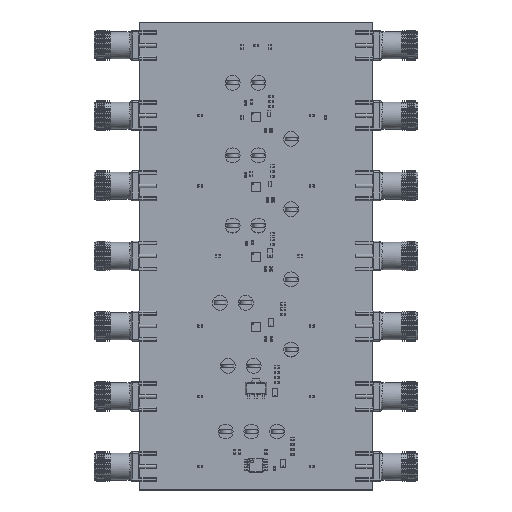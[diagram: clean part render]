
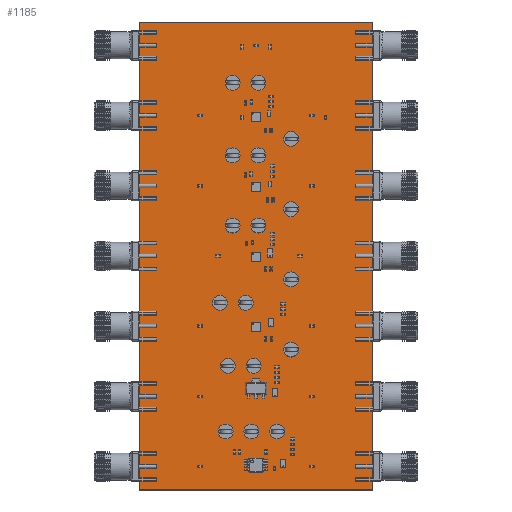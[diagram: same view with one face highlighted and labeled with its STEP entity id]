
A CAD part, top view. The second image highlights one B-rep face of the part: STEP entity #1185.
In plain terms, the highlighted planar face has unit normal (0, 0, 1).
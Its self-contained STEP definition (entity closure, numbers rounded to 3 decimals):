
#444 = VERTEX_POINT('',#445);
#445 = CARTESIAN_POINT('',(0.,0.,1.613));
#451 = EDGE_CURVE('',#444,#452,#454,.T.);
#452 = VERTEX_POINT('',#453);
#453 = CARTESIAN_POINT('',(50.,0.,1.613));
#454 = LINE('',#455,#456);
#455 = CARTESIAN_POINT('',(0.,0.,1.613));
#456 = VECTOR('',#457,1.);
#457 = DIRECTION('',(1.,0.,0.));
#482 = EDGE_CURVE('',#452,#483,#485,.T.);
#483 = VERTEX_POINT('',#484);
#484 = CARTESIAN_POINT('',(50.,100.,1.613));
#485 = LINE('',#486,#487);
#486 = CARTESIAN_POINT('',(50.,0.,1.613));
#487 = VECTOR('',#488,1.);
#488 = DIRECTION('',(0.,1.,0.));
#513 = EDGE_CURVE('',#483,#514,#516,.T.);
#514 = VERTEX_POINT('',#515);
#515 = CARTESIAN_POINT('',(0.,100.,1.613));
#516 = LINE('',#517,#518);
#517 = CARTESIAN_POINT('',(50.,100.,1.613));
#518 = VECTOR('',#519,1.);
#519 = DIRECTION('',(-1.,0.,0.));
#544 = EDGE_CURVE('',#514,#444,#545,.T.);
#545 = LINE('',#546,#547);
#546 = CARTESIAN_POINT('',(0.,100.,1.613));
#547 = VECTOR('',#548,1.);
#548 = DIRECTION('',(0.,-1.,0.));
#568 = VERTEX_POINT('',#569);
#569 = CARTESIAN_POINT('',(19.3,12.5,1.613));
#575 = EDGE_CURVE('',#568,#568,#576,.T.);
#576 = CIRCLE('',#577,0.8);
#577 = AXIS2_PLACEMENT_3D('',#578,#579,#580);
#578 = CARTESIAN_POINT('',(18.5,12.5,1.613));
#579 = DIRECTION('',(0.,0.,1.));
#580 = DIRECTION('',(1.,0.,0.));
#601 = VERTEX_POINT('',#602);
#602 = CARTESIAN_POINT('',(19.8,26.5,1.613));
#608 = EDGE_CURVE('',#601,#601,#609,.T.);
#609 = CIRCLE('',#610,0.8);
#610 = AXIS2_PLACEMENT_3D('',#611,#612,#613);
#611 = CARTESIAN_POINT('',(19.,26.5,1.613));
#612 = DIRECTION('',(0.,0.,1.));
#613 = DIRECTION('',(1.,0.,0.));
#634 = VERTEX_POINT('',#635);
#635 = CARTESIAN_POINT('',(24.8,12.5,1.613));
#641 = EDGE_CURVE('',#634,#634,#642,.T.);
#642 = CIRCLE('',#643,0.8);
#643 = AXIS2_PLACEMENT_3D('',#644,#645,#646);
#644 = CARTESIAN_POINT('',(24.,12.5,1.613));
#645 = DIRECTION('',(0.,0.,1.));
#646 = DIRECTION('',(1.,0.,0.));
#667 = VERTEX_POINT('',#668);
#668 = CARTESIAN_POINT('',(23.6,40.,1.613));
#674 = EDGE_CURVE('',#667,#667,#675,.T.);
#675 = CIRCLE('',#676,0.8);
#676 = AXIS2_PLACEMENT_3D('',#677,#678,#679);
#677 = CARTESIAN_POINT('',(22.8,40.,1.613));
#678 = DIRECTION('',(0.,0.,1.));
#679 = DIRECTION('',(1.,0.,0.));
#700 = VERTEX_POINT('',#701);
#701 = CARTESIAN_POINT('',(18.1,40.,1.613));
#707 = EDGE_CURVE('',#700,#700,#708,.T.);
#708 = CIRCLE('',#709,0.8);
#709 = AXIS2_PLACEMENT_3D('',#710,#711,#712);
#710 = CARTESIAN_POINT('',(17.3,40.,1.613));
#711 = DIRECTION('',(0.,0.,1.));
#712 = DIRECTION('',(1.,0.,0.));
#733 = VERTEX_POINT('',#734);
#734 = CARTESIAN_POINT('',(20.8,56.5,1.613));
#740 = EDGE_CURVE('',#733,#733,#741,.T.);
#741 = CIRCLE('',#742,0.8);
#742 = AXIS2_PLACEMENT_3D('',#743,#744,#745);
#743 = CARTESIAN_POINT('',(20.,56.5,1.613));
#744 = DIRECTION('',(0.,0.,1.));
#745 = DIRECTION('',(1.,0.,0.));
#766 = VERTEX_POINT('',#767);
#767 = CARTESIAN_POINT('',(20.8,71.5,1.613));
#773 = EDGE_CURVE('',#766,#766,#774,.T.);
#774 = CIRCLE('',#775,0.8);
#775 = AXIS2_PLACEMENT_3D('',#776,#777,#778);
#776 = CARTESIAN_POINT('',(20.,71.5,1.613));
#777 = DIRECTION('',(0.,0.,1.));
#778 = DIRECTION('',(1.,0.,0.));
#799 = VERTEX_POINT('',#800);
#800 = CARTESIAN_POINT('',(20.8,87.,1.613));
#806 = EDGE_CURVE('',#799,#799,#807,.T.);
#807 = CIRCLE('',#808,0.8);
#808 = AXIS2_PLACEMENT_3D('',#809,#810,#811);
#809 = CARTESIAN_POINT('',(20.,87.,1.613));
#810 = DIRECTION('',(0.,0.,1.));
#811 = DIRECTION('',(1.,0.,0.));
#832 = VERTEX_POINT('',#833);
#833 = CARTESIAN_POINT('',(30.3,12.5,1.613));
#839 = EDGE_CURVE('',#832,#832,#840,.T.);
#840 = CIRCLE('',#841,0.8);
#841 = AXIS2_PLACEMENT_3D('',#842,#843,#844);
#842 = CARTESIAN_POINT('',(29.5,12.5,1.613));
#843 = DIRECTION('',(0.,0.,1.));
#844 = DIRECTION('',(1.,0.,0.));
#865 = VERTEX_POINT('',#866);
#866 = CARTESIAN_POINT('',(25.3,26.5,1.613));
#872 = EDGE_CURVE('',#865,#865,#873,.T.);
#873 = CIRCLE('',#874,0.8);
#874 = AXIS2_PLACEMENT_3D('',#875,#876,#877);
#875 = CARTESIAN_POINT('',(24.5,26.5,1.613));
#876 = DIRECTION('',(0.,0.,1.));
#877 = DIRECTION('',(1.,0.,0.));
#898 = VERTEX_POINT('',#899);
#899 = CARTESIAN_POINT('',(33.3,30.,1.613));
#905 = EDGE_CURVE('',#898,#898,#906,.T.);
#906 = CIRCLE('',#907,0.8);
#907 = AXIS2_PLACEMENT_3D('',#908,#909,#910);
#908 = CARTESIAN_POINT('',(32.5,30.,1.613));
#909 = DIRECTION('',(0.,0.,1.));
#910 = DIRECTION('',(1.,0.,0.));
#931 = VERTEX_POINT('',#932);
#932 = CARTESIAN_POINT('',(33.3,45.,1.613));
#938 = EDGE_CURVE('',#931,#931,#939,.T.);
#939 = CIRCLE('',#940,0.8);
#940 = AXIS2_PLACEMENT_3D('',#941,#942,#943);
#941 = CARTESIAN_POINT('',(32.5,45.,1.613));
#942 = DIRECTION('',(0.,0.,1.));
#943 = DIRECTION('',(1.,0.,0.));
#964 = VERTEX_POINT('',#965);
#965 = CARTESIAN_POINT('',(26.3,56.5,1.613));
#971 = EDGE_CURVE('',#964,#964,#972,.T.);
#972 = CIRCLE('',#973,0.8);
#973 = AXIS2_PLACEMENT_3D('',#974,#975,#976);
#974 = CARTESIAN_POINT('',(25.5,56.5,1.613));
#975 = DIRECTION('',(0.,0.,1.));
#976 = DIRECTION('',(1.,0.,0.));
#997 = VERTEX_POINT('',#998);
#998 = CARTESIAN_POINT('',(26.3,71.5,1.613));
#1004 = EDGE_CURVE('',#997,#997,#1005,.T.);
#1005 = CIRCLE('',#1006,0.8);
#1006 = AXIS2_PLACEMENT_3D('',#1007,#1008,#1009);
#1007 = CARTESIAN_POINT('',(25.5,71.5,1.613));
#1008 = DIRECTION('',(0.,0.,1.));
#1009 = DIRECTION('',(1.,0.,0.));
#1030 = VERTEX_POINT('',#1031);
#1031 = CARTESIAN_POINT('',(33.3,60.,1.613));
#1037 = EDGE_CURVE('',#1030,#1030,#1038,.T.);
#1038 = CIRCLE('',#1039,0.8);
#1039 = AXIS2_PLACEMENT_3D('',#1040,#1041,#1042);
#1040 = CARTESIAN_POINT('',(32.5,60.,1.613));
#1041 = DIRECTION('',(0.,0.,1.));
#1042 = DIRECTION('',(1.,0.,0.));
#1063 = VERTEX_POINT('',#1064);
#1064 = CARTESIAN_POINT('',(26.3,87.,1.613));
#1070 = EDGE_CURVE('',#1063,#1063,#1071,.T.);
#1071 = CIRCLE('',#1072,0.8);
#1072 = AXIS2_PLACEMENT_3D('',#1073,#1074,#1075);
#1073 = CARTESIAN_POINT('',(25.5,87.,1.613));
#1074 = DIRECTION('',(0.,0.,1.));
#1075 = DIRECTION('',(1.,0.,0.));
#1096 = VERTEX_POINT('',#1097);
#1097 = CARTESIAN_POINT('',(33.3,75.,1.613));
#1103 = EDGE_CURVE('',#1096,#1096,#1104,.T.);
#1104 = CIRCLE('',#1105,0.8);
#1105 = AXIS2_PLACEMENT_3D('',#1106,#1107,#1108);
#1106 = CARTESIAN_POINT('',(32.5,75.,1.613));
#1107 = DIRECTION('',(0.,0.,1.));
#1108 = DIRECTION('',(1.,0.,0.));
#1185 = ADVANCED_FACE('',(#1186,#1192,#1195,#1198,#1201,#1204,#1207,
    #1210,#1213,#1216,#1219,#1222,#1225,#1228,#1231,#1234,#1237,#1240),
  #1243,.F.);
#1186 = FACE_BOUND('',#1187,.T.);
#1187 = EDGE_LOOP('',(#1188,#1189,#1190,#1191));
#1188 = ORIENTED_EDGE('',*,*,#451,.T.);
#1189 = ORIENTED_EDGE('',*,*,#482,.T.);
#1190 = ORIENTED_EDGE('',*,*,#513,.T.);
#1191 = ORIENTED_EDGE('',*,*,#544,.T.);
#1192 = FACE_BOUND('',#1193,.F.);
#1193 = EDGE_LOOP('',(#1194));
#1194 = ORIENTED_EDGE('',*,*,#575,.T.);
#1195 = FACE_BOUND('',#1196,.F.);
#1196 = EDGE_LOOP('',(#1197));
#1197 = ORIENTED_EDGE('',*,*,#608,.T.);
#1198 = FACE_BOUND('',#1199,.F.);
#1199 = EDGE_LOOP('',(#1200));
#1200 = ORIENTED_EDGE('',*,*,#641,.T.);
#1201 = FACE_BOUND('',#1202,.F.);
#1202 = EDGE_LOOP('',(#1203));
#1203 = ORIENTED_EDGE('',*,*,#674,.T.);
#1204 = FACE_BOUND('',#1205,.F.);
#1205 = EDGE_LOOP('',(#1206));
#1206 = ORIENTED_EDGE('',*,*,#707,.T.);
#1207 = FACE_BOUND('',#1208,.F.);
#1208 = EDGE_LOOP('',(#1209));
#1209 = ORIENTED_EDGE('',*,*,#740,.T.);
#1210 = FACE_BOUND('',#1211,.F.);
#1211 = EDGE_LOOP('',(#1212));
#1212 = ORIENTED_EDGE('',*,*,#773,.T.);
#1213 = FACE_BOUND('',#1214,.F.);
#1214 = EDGE_LOOP('',(#1215));
#1215 = ORIENTED_EDGE('',*,*,#806,.T.);
#1216 = FACE_BOUND('',#1217,.F.);
#1217 = EDGE_LOOP('',(#1218));
#1218 = ORIENTED_EDGE('',*,*,#839,.T.);
#1219 = FACE_BOUND('',#1220,.F.);
#1220 = EDGE_LOOP('',(#1221));
#1221 = ORIENTED_EDGE('',*,*,#872,.T.);
#1222 = FACE_BOUND('',#1223,.F.);
#1223 = EDGE_LOOP('',(#1224));
#1224 = ORIENTED_EDGE('',*,*,#905,.T.);
#1225 = FACE_BOUND('',#1226,.F.);
#1226 = EDGE_LOOP('',(#1227));
#1227 = ORIENTED_EDGE('',*,*,#938,.T.);
#1228 = FACE_BOUND('',#1229,.F.);
#1229 = EDGE_LOOP('',(#1230));
#1230 = ORIENTED_EDGE('',*,*,#971,.T.);
#1231 = FACE_BOUND('',#1232,.F.);
#1232 = EDGE_LOOP('',(#1233));
#1233 = ORIENTED_EDGE('',*,*,#1004,.T.);
#1234 = FACE_BOUND('',#1235,.F.);
#1235 = EDGE_LOOP('',(#1236));
#1236 = ORIENTED_EDGE('',*,*,#1037,.T.);
#1237 = FACE_BOUND('',#1238,.F.);
#1238 = EDGE_LOOP('',(#1239));
#1239 = ORIENTED_EDGE('',*,*,#1070,.T.);
#1240 = FACE_BOUND('',#1241,.F.);
#1241 = EDGE_LOOP('',(#1242));
#1242 = ORIENTED_EDGE('',*,*,#1103,.T.);
#1243 = PLANE('',#1244);
#1244 = AXIS2_PLACEMENT_3D('',#1245,#1246,#1247);
#1245 = CARTESIAN_POINT('',(0.,0.,1.613));
#1246 = DIRECTION('',(0.,0.,-1.));
#1247 = DIRECTION('',(-1.,0.,0.));
